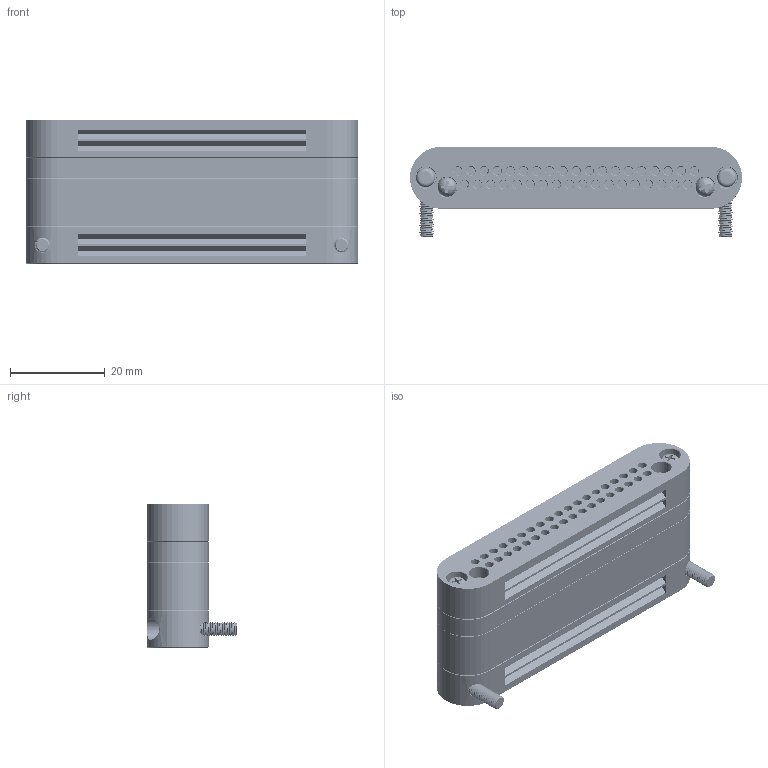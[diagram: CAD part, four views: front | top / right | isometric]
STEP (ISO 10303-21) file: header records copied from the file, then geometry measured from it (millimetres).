
FILE_DESCRIPTION (( 'STEP AP214' ), '1' );
FILE_NAME ('VCT-D37-PEEK.STEP', '2025-03-20T08:04:44', ( '' ), ( '' ), 'SwSTEP 2.0', 'SolidWorks 2020', '' );
FILE_SCHEMA (( 'AUTOMOTIVE_DESIGN' ));
Length unit declared in the file: millimetre
Products named in the file (11): SCRW-M3; VCT-D37-PEEK-001; 俋楷耀倰-CFG-D1005; VCT-D37-PEEK-002; XF-D37-01; VCT-D37-PEEK; XF-D37-PEEK; SCRW-M3-L15; XF-D37-02; CMG-D1005-01
Assembly tree (88 placements, depth 3):
  VCT-D37-PEEK
    XF-D37-PEEK
      XF-D37-01
      XF-D37-02
      俋楷耀倰-CFG-D1005  x37
      SCRW-M3  x2
    VCT-D37-PEEK-001
      VCT-D37-PEEK-001
      VCT-D37-PEEK-002
      SCRW-M3  x2
      CMG-D1005-01  x37
      SCRW-M3-L15  x2
    SCRW-M3-L15  x2
Bounding box: 70 x 19 x 30.3 mm (x, y, z)
Volume: 24104.1 mm3; surface area: 28139.9 mm2
Topology: 86 solids, 86 shells, 2326 faces, 5468 edges, 3603 vertices
Faces by surface type: cylinder 945, plane 831, cone 459, torus 49, bspline 42
Full cylindrical faces by diameter (mm): 0.8 x37, 0.95 x37, 1 x37, 1.2 x37, 1.56 x37, 1.6 x37, 1.66 x37, 1.8 x111, 2.2 x37, 2.22 x37, 2.3 x26, 2.4 x74, 3 x184, 3.2 x6, 4 x8, 4.2 x4, 4.5 x4
Entity records: 43552 total; most frequent: CARTESIAN_POINT 21081, DIRECTION 4477, ORIENTED_EDGE 3674, EDGE_LOOP 1976, AXIS2_PLACEMENT_3D 1933, EDGE_CURVE 1837, VERTEX_POINT 1639, FACE_OUTER_BOUND 1187
